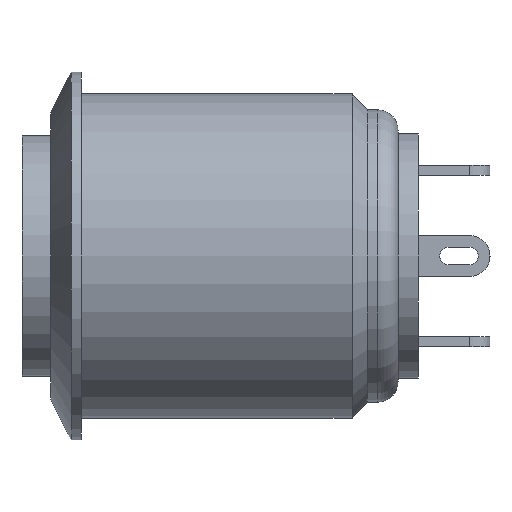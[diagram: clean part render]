
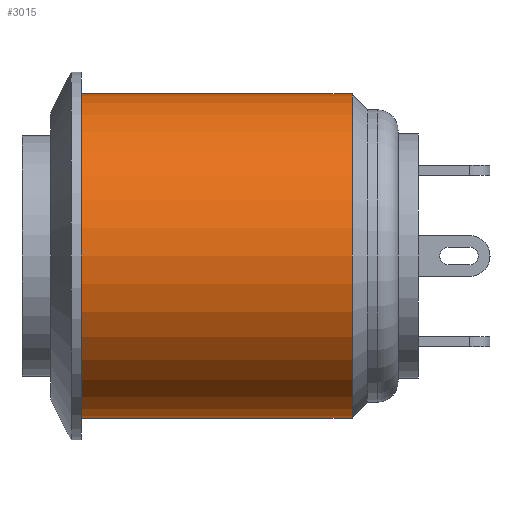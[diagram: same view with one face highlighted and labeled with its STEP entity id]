
A CAD part, front view. The second image highlights one B-rep face of the part: STEP entity #3015.
In plain terms, the highlighted cylindrical face has radius 7.95 mm (diameter 15.9 mm), a full revolution.
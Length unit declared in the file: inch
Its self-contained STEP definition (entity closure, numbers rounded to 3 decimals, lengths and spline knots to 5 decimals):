
#2852=CARTESIAN_POINT('',(0.52165,0.0,0.31299));
#2853=VERTEX_POINT('',#2852);
#2854=CARTESIAN_POINT('',(0.52165,0.0,0.0));
#2855=DIRECTION('',(-1.0,0.0,0.0));
#2856=DIRECTION('',(0.0,-1.0,0.0));
#2857=AXIS2_PLACEMENT_3D('',#2854,#2855,#2856);
#2858=CIRCLE('',#2857,0.31299);
#2859=EDGE_CURVE('',#2853,#2853,#2858,.T.);
#2980=CARTESIAN_POINT('',(0.0,0.31299,0.0));
#2981=VERTEX_POINT('',#2980);
#2982=CARTESIAN_POINT('',(0.0,0.0,0.0));
#2983=DIRECTION('',(-1.0,0.0,0.0));
#2984=DIRECTION('',(0.0,-1.0,0.0));
#2985=AXIS2_PLACEMENT_3D('',#2982,#2983,#2984);
#2986=CIRCLE('',#2985,0.31299);
#2987=EDGE_CURVE('',#2981,#2981,#2986,.T.);
#3004=CARTESIAN_POINT('',(-0.02608,0.0,0.0));
#3005=DIRECTION('',(1.0,0.0,0.0));
#3006=DIRECTION('',(0.0,-1.0,0.0));
#3007=AXIS2_PLACEMENT_3D('',#3004,#3005,#3006);
#3008=CYLINDRICAL_SURFACE('',#3007,0.31299);
#3009=ORIENTED_EDGE('',*,*,#2859,.T.);
#3010=EDGE_LOOP('',(#3009));
#3011=FACE_OUTER_BOUND('',#3010,.T.);
#3012=ORIENTED_EDGE('',*,*,#2987,.F.);
#3013=EDGE_LOOP('',(#3012));
#3014=FACE_BOUND('',#3013,.T.);
#3015=ADVANCED_FACE('',(#3011,#3014),#3008,.T.);
